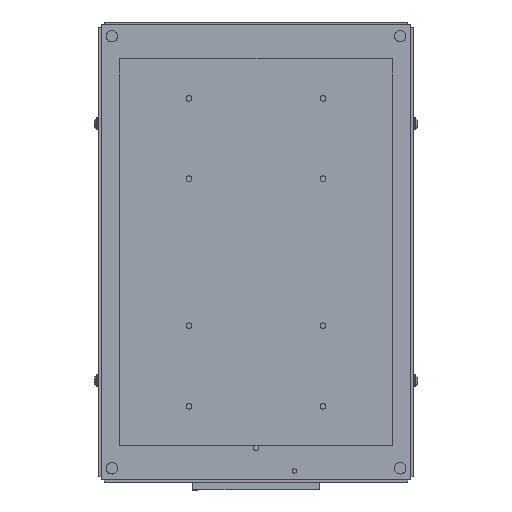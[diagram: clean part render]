
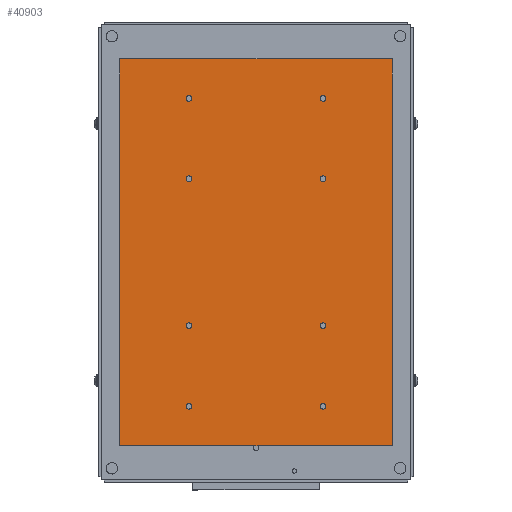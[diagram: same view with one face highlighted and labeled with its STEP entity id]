
A CAD part, front view. The second image highlights one B-rep face of the part: STEP entity #40903.
In plain terms, the highlighted planar face has unit normal (0, -1, 0).
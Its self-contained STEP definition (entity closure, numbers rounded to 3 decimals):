
#6153=VECTOR('',#50607,1.);
#6155=VECTOR('',#50610,1.);
#6156=VECTOR('',#50611,1.);
#6157=VECTOR('',#50612,1.);
#9610=LINE('',#66930,#6153);
#9612=LINE('',#66934,#6155);
#9613=LINE('',#66936,#6156);
#9614=LINE('',#66938,#6157);
#11506=PLANE('',#43950);
#14466=VERTEX_POINT('',#66745);
#14468=VERTEX_POINT('',#66751);
#14470=VERTEX_POINT('',#66757);
#14472=VERTEX_POINT('',#66763);
#14474=VERTEX_POINT('',#66769);
#14476=VERTEX_POINT('',#66775);
#14478=VERTEX_POINT('',#66781);
#14480=VERTEX_POINT('',#66787);
#14527=VERTEX_POINT('',#66929);
#14528=VERTEX_POINT('',#66931);
#14529=VERTEX_POINT('',#66935);
#14530=VERTEX_POINT('',#66937);
#16530=CIRCLE('',#43867,1.621);
#16532=CIRCLE('',#43871,1.621);
#16534=CIRCLE('',#43875,1.621);
#16536=CIRCLE('',#43879,1.621);
#16538=CIRCLE('',#43883,1.621);
#16540=CIRCLE('',#43887,1.621);
#16542=CIRCLE('',#43891,1.621);
#16544=CIRCLE('',#43895,1.621);
#20491=EDGE_CURVE('',#14466,#14466,#16530,.T.);
#20493=EDGE_CURVE('',#14468,#14468,#16532,.T.);
#20495=EDGE_CURVE('',#14470,#14470,#16534,.T.);
#20497=EDGE_CURVE('',#14472,#14472,#16536,.T.);
#20499=EDGE_CURVE('',#14474,#14474,#16538,.T.);
#20501=EDGE_CURVE('',#14476,#14476,#16540,.T.);
#20503=EDGE_CURVE('',#14478,#14478,#16542,.T.);
#20505=EDGE_CURVE('',#14480,#14480,#16544,.T.);
#20565=EDGE_CURVE('',#14528,#14527,#9610,.T.);
#20567=EDGE_CURVE('',#14527,#14529,#9612,.T.);
#20568=EDGE_CURVE('',#14530,#14529,#9613,.T.);
#20569=EDGE_CURVE('',#14530,#14528,#9614,.T.);
#30153=ORIENTED_EDGE('',*,*,#20491,.T.);
#30154=ORIENTED_EDGE('',*,*,#20493,.T.);
#30155=ORIENTED_EDGE('',*,*,#20495,.T.);
#30156=ORIENTED_EDGE('',*,*,#20497,.T.);
#30157=ORIENTED_EDGE('',*,*,#20499,.T.);
#30158=ORIENTED_EDGE('',*,*,#20501,.T.);
#30159=ORIENTED_EDGE('',*,*,#20503,.T.);
#30160=ORIENTED_EDGE('',*,*,#20505,.T.);
#30161=ORIENTED_EDGE('',*,*,#20567,.T.);
#30162=ORIENTED_EDGE('',*,*,#20568,.F.);
#30163=ORIENTED_EDGE('',*,*,#20569,.T.);
#30164=ORIENTED_EDGE('',*,*,#20565,.T.);
#35658=EDGE_LOOP('',(#30153));
#35659=EDGE_LOOP('',(#30154));
#35660=EDGE_LOOP('',(#30155));
#35661=EDGE_LOOP('',(#30156));
#35662=EDGE_LOOP('',(#30157));
#35663=EDGE_LOOP('',(#30158));
#35664=EDGE_LOOP('',(#30159));
#35665=EDGE_LOOP('',(#30160));
#35666=EDGE_LOOP('',(#30161,#30162,#30163,#30164));
#38500=FACE_BOUND('',#35658,.T.);
#38501=FACE_BOUND('',#35659,.T.);
#38502=FACE_BOUND('',#35660,.T.);
#38503=FACE_BOUND('',#35661,.T.);
#38504=FACE_BOUND('',#35662,.T.);
#38505=FACE_BOUND('',#35663,.T.);
#38506=FACE_BOUND('',#35664,.T.);
#38507=FACE_BOUND('',#35665,.T.);
#38508=FACE_BOUND('',#35666,.T.);
#40903=ADVANCED_FACE('',(#38500,#38501,#38502,#38503,#38504,#38505,#38506,
#38507,#38508),#11506,.T.);
#43867=AXIS2_PLACEMENT_3D('',#66744,#50434,#50435);
#43871=AXIS2_PLACEMENT_3D('',#66750,#50441,#50442);
#43875=AXIS2_PLACEMENT_3D('',#66756,#50448,#50449);
#43879=AXIS2_PLACEMENT_3D('',#66762,#50455,#50456);
#43883=AXIS2_PLACEMENT_3D('',#66768,#50462,#50463);
#43887=AXIS2_PLACEMENT_3D('',#66774,#50469,#50470);
#43891=AXIS2_PLACEMENT_3D('',#66780,#50476,#50477);
#43895=AXIS2_PLACEMENT_3D('',#66786,#50483,#50484);
#43950=AXIS2_PLACEMENT_3D('',#66933,#50609,$);
#50434=DIRECTION('',(0.,1.,0.));
#50435=DIRECTION('',(0.,0.,1.621));
#50441=DIRECTION('',(0.,1.,0.));
#50442=DIRECTION('',(0.,0.,1.621));
#50448=DIRECTION('',(0.,1.,0.));
#50449=DIRECTION('',(0.,0.,1.621));
#50455=DIRECTION('',(0.,1.,0.));
#50456=DIRECTION('',(0.,0.,1.621));
#50462=DIRECTION('',(0.,1.,0.));
#50463=DIRECTION('',(0.,0.,1.621));
#50469=DIRECTION('',(0.,1.,0.));
#50470=DIRECTION('',(0.,0.,1.621));
#50476=DIRECTION('',(0.,1.,0.));
#50477=DIRECTION('',(0.,0.,1.621));
#50483=DIRECTION('',(0.,1.,0.));
#50484=DIRECTION('',(0.,0.,1.621));
#50607=DIRECTION('',(0.,0.,1.));
#50609=DIRECTION('',(0.,-1.,0.));
#50610=DIRECTION('',(-1.,0.,0.));
#50611=DIRECTION('',(0.,0.,1.));
#50612=DIRECTION('',(1.,0.,0.));
#66744=CARTESIAN_POINT('',(37.465,0.,-85.979));
#66745=CARTESIAN_POINT('',(37.465,0.,-84.358));
#66750=CARTESIAN_POINT('',(-37.465,0.,-85.979));
#66751=CARTESIAN_POINT('',(-37.465,0.,-84.358));
#66756=CARTESIAN_POINT('',(37.465,0.,-41.021));
#66757=CARTESIAN_POINT('',(37.465,0.,-39.4));
#66762=CARTESIAN_POINT('',(-37.465,0.,-41.021));
#66763=CARTESIAN_POINT('',(-37.465,0.,-39.4));
#66768=CARTESIAN_POINT('',(37.465,0.,41.021));
#66769=CARTESIAN_POINT('',(37.465,0.,42.642));
#66774=CARTESIAN_POINT('',(-37.465,0.,41.021));
#66775=CARTESIAN_POINT('',(-37.465,0.,42.642));
#66780=CARTESIAN_POINT('',(37.465,0.,85.979));
#66781=CARTESIAN_POINT('',(37.465,0.,87.6));
#66786=CARTESIAN_POINT('',(-37.465,0.,85.979));
#66787=CARTESIAN_POINT('',(-37.465,0.,87.6));
#66929=CARTESIAN_POINT('',(76.2,0.,107.95));
#66930=CARTESIAN_POINT('',(76.2,0.,-107.95));
#66931=CARTESIAN_POINT('',(76.2,0.,-107.95));
#66933=CARTESIAN_POINT('',(0.,0.,-107.95));
#66934=CARTESIAN_POINT('',(-76.2,0.,107.95));
#66935=CARTESIAN_POINT('',(-76.2,0.,107.95));
#66936=CARTESIAN_POINT('',(-76.2,0.,-107.95));
#66937=CARTESIAN_POINT('',(-76.2,0.,-107.95));
#66938=CARTESIAN_POINT('',(-76.2,0.,-107.95));
